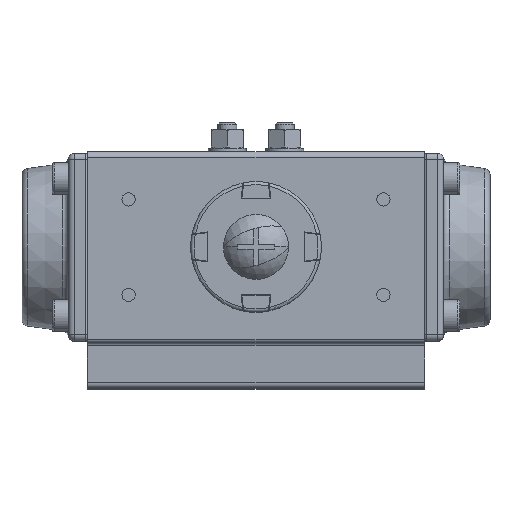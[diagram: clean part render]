
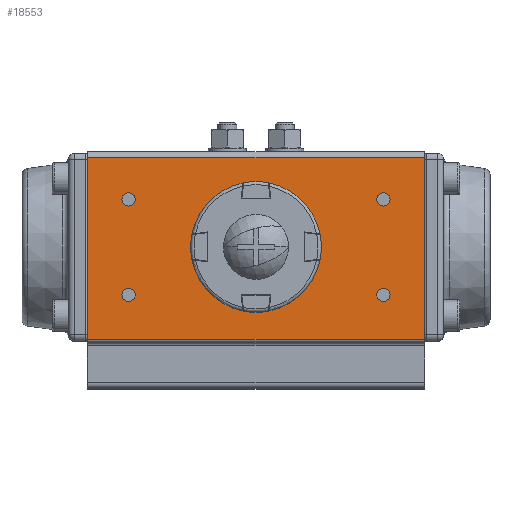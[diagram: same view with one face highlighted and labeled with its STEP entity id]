
A CAD part, top view. The second image highlights one B-rep face of the part: STEP entity #18553.
In plain terms, the highlighted planar face has unit normal (0, 0, 1).
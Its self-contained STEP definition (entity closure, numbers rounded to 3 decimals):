
#18414=CARTESIAN_POINT('',(-53.,28.,105.5));
#18415=DIRECTION('',(-0.,0.,-1.));
#18416=DIRECTION('',(1.,-0.,-0.));
#18417=AXIS2_PLACEMENT_3D('',#18414,#18415,#18416);
#18418=PLANE('',#18417);
#18419=CARTESIAN_POINT('',(37.9,15.,105.5));
#18420=VERTEX_POINT('',#18419);
#18421=CARTESIAN_POINT('',(42.1,15.,105.5));
#18422=VERTEX_POINT('',#18421);
#18423=CARTESIAN_POINT('',(40.,15.,105.5));
#18424=DIRECTION('',(0.,-0.,1.));
#18425=DIRECTION('',(-1.,0.,0.));
#18426=AXIS2_PLACEMENT_3D('',#18423,#18424,#18425);
#18427=CIRCLE('',#18426,2.1);
#18428=EDGE_CURVE('NONE',#18420,#18422,#18427,.T.);
#18429=ORIENTED_EDGE('',*,*,#18428,.F.);
#18430=CARTESIAN_POINT('',(40.,15.,105.5));
#18431=DIRECTION('',(0.,-0.,1.));
#18432=DIRECTION('',(-1.,0.,0.));
#18433=AXIS2_PLACEMENT_3D('',#18430,#18431,#18432);
#18434=CIRCLE('',#18433,2.1);
#18435=EDGE_CURVE('NONE',#18422,#18420,#18434,.T.);
#18436=ORIENTED_EDGE('',*,*,#18435,.F.);
#18437=EDGE_LOOP('',(#18429,#18436));
#18438=FACE_BOUND('',#18437,.T.);
#18439=CARTESIAN_POINT('',(37.9,-15.,105.5));
#18440=VERTEX_POINT('',#18439);
#18441=CARTESIAN_POINT('',(42.1,-15.,105.5));
#18442=VERTEX_POINT('',#18441);
#18443=CARTESIAN_POINT('',(40.,-15.,105.5));
#18444=DIRECTION('',(0.,-0.,1.));
#18445=DIRECTION('',(-1.,0.,0.));
#18446=AXIS2_PLACEMENT_3D('',#18443,#18444,#18445);
#18447=CIRCLE('',#18446,2.1);
#18448=EDGE_CURVE('NONE',#18440,#18442,#18447,.T.);
#18449=ORIENTED_EDGE('',*,*,#18448,.F.);
#18450=CARTESIAN_POINT('',(40.,-15.,105.5));
#18451=DIRECTION('',(0.,-0.,1.));
#18452=DIRECTION('',(-1.,0.,0.));
#18453=AXIS2_PLACEMENT_3D('',#18450,#18451,#18452);
#18454=CIRCLE('',#18453,2.1);
#18455=EDGE_CURVE('NONE',#18442,#18440,#18454,.T.);
#18456=ORIENTED_EDGE('',*,*,#18455,.F.);
#18457=EDGE_LOOP('',(#18449,#18456));
#18458=FACE_BOUND('',#18457,.T.);
#18459=CARTESIAN_POINT('',(-42.1,-15.,105.5));
#18460=VERTEX_POINT('',#18459);
#18461=CARTESIAN_POINT('',(-37.9,-15.,105.5));
#18462=VERTEX_POINT('',#18461);
#18463=CARTESIAN_POINT('',(-40.,-15.,105.5));
#18464=DIRECTION('',(0.,-0.,1.));
#18465=DIRECTION('',(-1.,0.,0.));
#18466=AXIS2_PLACEMENT_3D('',#18463,#18464,#18465);
#18467=CIRCLE('',#18466,2.1);
#18468=EDGE_CURVE('NONE',#18460,#18462,#18467,.T.);
#18469=ORIENTED_EDGE('',*,*,#18468,.F.);
#18470=CARTESIAN_POINT('',(-40.,-15.,105.5));
#18471=DIRECTION('',(0.,-0.,1.));
#18472=DIRECTION('',(-1.,0.,0.));
#18473=AXIS2_PLACEMENT_3D('',#18470,#18471,#18472);
#18474=CIRCLE('',#18473,2.1);
#18475=EDGE_CURVE('NONE',#18462,#18460,#18474,.T.);
#18476=ORIENTED_EDGE('',*,*,#18475,.F.);
#18477=EDGE_LOOP('',(#18469,#18476));
#18478=FACE_BOUND('',#18477,.T.);
#18479=CARTESIAN_POINT('',(-42.1,15.,105.5));
#18480=VERTEX_POINT('',#18479);
#18481=CARTESIAN_POINT('',(-37.9,15.,105.5));
#18482=VERTEX_POINT('',#18481);
#18483=CARTESIAN_POINT('',(-40.,15.,105.5));
#18484=DIRECTION('',(0.,-0.,1.));
#18485=DIRECTION('',(-1.,0.,0.));
#18486=AXIS2_PLACEMENT_3D('',#18483,#18484,#18485);
#18487=CIRCLE('',#18486,2.1);
#18488=EDGE_CURVE('NONE',#18480,#18482,#18487,.T.);
#18489=ORIENTED_EDGE('',*,*,#18488,.F.);
#18490=CARTESIAN_POINT('',(-40.,15.,105.5));
#18491=DIRECTION('',(0.,-0.,1.));
#18492=DIRECTION('',(-1.,0.,0.));
#18493=AXIS2_PLACEMENT_3D('',#18490,#18491,#18492);
#18494=CIRCLE('',#18493,2.1);
#18495=EDGE_CURVE('NONE',#18482,#18480,#18494,.T.);
#18496=ORIENTED_EDGE('',*,*,#18495,.F.);
#18497=EDGE_LOOP('',(#18489,#18496));
#18498=FACE_BOUND('',#18497,.T.);
#18499=CARTESIAN_POINT('',(-52.786,-29.,105.5));
#18500=VERTEX_POINT('',#18499);
#18501=CARTESIAN_POINT('',(52.786,-29.,105.5));
#18502=VERTEX_POINT('',#18501);
#18503=CARTESIAN_POINT('',(-52.786,-29.,105.5));
#18504=DIRECTION('',(1.,-0.,-0.));
#18505=VECTOR('',#18504,105.573);
#18506=LINE('',#18503,#18505);
#18507=EDGE_CURVE('',#18500,#18502,#18506,.T.);
#18508=ORIENTED_EDGE('',*,*,#18507,.T.);
#18509=CARTESIAN_POINT('',(52.786,28.,105.5));
#18510=VERTEX_POINT('',#18509);
#18511=CARTESIAN_POINT('',(52.786,-29.,105.5));
#18512=DIRECTION('',(0.,1.,0.));
#18513=VECTOR('',#18512,57.);
#18514=LINE('',#18511,#18513);
#18515=EDGE_CURVE('',#18502,#18510,#18514,.T.);
#18516=ORIENTED_EDGE('',*,*,#18515,.T.);
#18517=CARTESIAN_POINT('',(-52.786,28.,105.5));
#18518=VERTEX_POINT('',#18517);
#18519=CARTESIAN_POINT('',(-52.786,28.,105.5));
#18520=DIRECTION('',(1.,-0.,-0.));
#18521=VECTOR('',#18520,105.573);
#18522=LINE('',#18519,#18521);
#18523=EDGE_CURVE('',#18518,#18510,#18522,.T.);
#18524=ORIENTED_EDGE('',*,*,#18523,.F.);
#18525=CARTESIAN_POINT('',(-52.786,28.,105.5));
#18526=DIRECTION('',(-0.,-1.,-0.));
#18527=VECTOR('',#18526,57.);
#18528=LINE('',#18525,#18527);
#18529=EDGE_CURVE('',#18518,#18500,#18528,.T.);
#18530=ORIENTED_EDGE('',*,*,#18529,.T.);
#18531=EDGE_LOOP('',(#18508,#18516,#18524,#18530));
#18532=FACE_BOUND('',#18531,.T.);
#18533=CARTESIAN_POINT('',(-7.,-0.,105.5));
#18534=VERTEX_POINT('',#18533);
#18535=CARTESIAN_POINT('',(7.,-0.,105.5));
#18536=VERTEX_POINT('',#18535);
#18537=CARTESIAN_POINT('',(-0.,-0.,105.5));
#18538=DIRECTION('',(-0.,0.,-1.));
#18539=DIRECTION('',(-1.,0.,0.));
#18540=AXIS2_PLACEMENT_3D('',#18537,#18538,#18539);
#18541=CIRCLE('',#18540,7.);
#18542=EDGE_CURVE('',#18534,#18536,#18541,.T.);
#18543=ORIENTED_EDGE('',*,*,#18542,.T.);
#18544=CARTESIAN_POINT('',(-0.,-0.,105.5));
#18545=DIRECTION('',(-0.,0.,-1.));
#18546=DIRECTION('',(-1.,0.,0.));
#18547=AXIS2_PLACEMENT_3D('',#18544,#18545,#18546);
#18548=CIRCLE('',#18547,7.);
#18549=EDGE_CURVE('',#18536,#18534,#18548,.T.);
#18550=ORIENTED_EDGE('',*,*,#18549,.T.);
#18551=EDGE_LOOP('',(#18543,#18550));
#18552=FACE_BOUND('',#18551,.T.);
#18553=ADVANCED_FACE('',(#18438,#18458,#18478,#18498,#18532,#18552),#18418,.F.);
